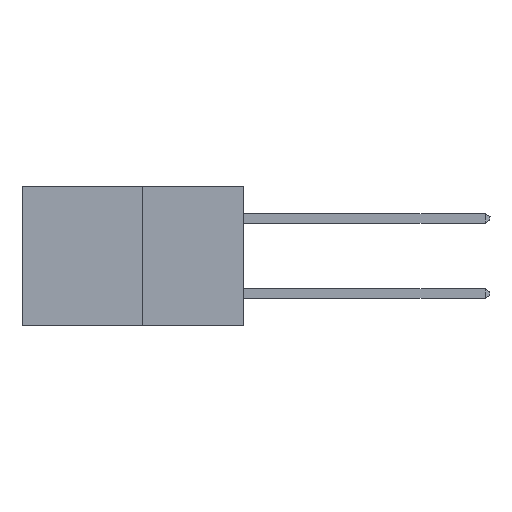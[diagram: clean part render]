
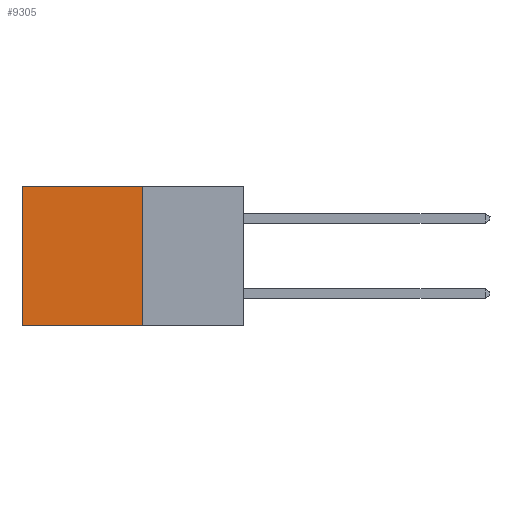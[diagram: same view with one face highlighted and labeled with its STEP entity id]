
A CAD part, left-side view. The second image highlights one B-rep face of the part: STEP entity #9305.
In plain terms, the highlighted planar face has unit normal (-1, 0, 0).
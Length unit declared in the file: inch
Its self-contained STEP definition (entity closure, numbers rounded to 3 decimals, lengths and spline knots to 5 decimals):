
#2016 = VERTEX_POINT ( 'NONE', #4353 ) ;
#2204 = CARTESIAN_POINT ( 'NONE',  ( 0.277, 0.59, -0.37 ) ) ;
#3518 = LINE ( 'NONE', #15411, #17716 ) ;
#3567 = DIRECTION ( 'NONE',  ( 0., 0., -1. ) ) ;
#3623 = FACE_OUTER_BOUND ( 'NONE', #14510, .T. ) ;
#4296 = CARTESIAN_POINT ( 'NONE',  ( 0.277, 0.27, 0. ) ) ;
#4353 = CARTESIAN_POINT ( 'NONE',  ( 0.277, 0.27, -0.37 ) ) ;
#4365 = EDGE_CURVE ( 'NONE', #7097, #2016, #3518, .T. ) ;
#4893 = VECTOR ( 'NONE', #3567, 39.37008 ) ;
#5202 = ORIENTED_EDGE ( 'NONE', *, *, #15269, .T. ) ;
#5416 = CARTESIAN_POINT ( 'NONE',  ( 0.277, 0.27, -0.37 ) ) ;
#6164 = DIRECTION ( 'NONE',  ( 1., 0., 0. ) ) ;
#6177 = VERTEX_POINT ( 'NONE', #6976 ) ;
#6657 = VECTOR ( 'NONE', #15160, 39.37008 ) ;
#6780 = CARTESIAN_POINT ( 'NONE',  ( 0.277, 0.59, 0. ) ) ;
#6822 = DIRECTION ( 'NONE',  ( 0., 1., 0. ) ) ;
#6844 = LINE ( 'NONE', #5416, #13743 ) ;
#6976 = CARTESIAN_POINT ( 'NONE',  ( 0.277, 0.59, -0.37 ) ) ;
#7097 = VERTEX_POINT ( 'NONE', #4296 ) ;
#7528 = AXIS2_PLACEMENT_3D ( 'NONE', #9534, #6164, #8532 ) ;
#8532 = DIRECTION ( 'NONE',  ( 0., 0., -1. ) ) ;
#9305 = ADVANCED_FACE ( 'NONE', ( #3623 ), #9849, .F. ) ;
#9534 = CARTESIAN_POINT ( 'NONE',  ( 0.277, 0.27, -0.37 ) ) ;
#9849 = PLANE ( 'NONE',  #7528 ) ;
#12633 = VERTEX_POINT ( 'NONE', #6780 ) ;
#13176 = EDGE_CURVE ( 'NONE', #7097, #12633, #13997, .T. ) ;
#13292 = DIRECTION ( 'NONE',  ( 0., 0., -1. ) ) ;
#13743 = VECTOR ( 'NONE', #6822, 39.37008 ) ;
#13997 = LINE ( 'NONE', #15229, #6657 ) ;
#14510 = EDGE_LOOP ( 'NONE', ( #5202, #17141, #15555, #16138 ) ) ;
#14927 = EDGE_CURVE ( 'NONE', #2016, #6177, #6844, .T. ) ;
#15160 = DIRECTION ( 'NONE',  ( 0., 1., 0. ) ) ;
#15229 = CARTESIAN_POINT ( 'NONE',  ( 0.277, 0.27, 0. ) ) ;
#15269 = EDGE_CURVE ( 'NONE', #12633, #6177, #15856, .T. ) ;
#15411 = CARTESIAN_POINT ( 'NONE',  ( 0.277, 0.27, -0.37 ) ) ;
#15555 = ORIENTED_EDGE ( 'NONE', *, *, #4365, .F. ) ;
#15856 = LINE ( 'NONE', #2204, #4893 ) ;
#16138 = ORIENTED_EDGE ( 'NONE', *, *, #13176, .T. ) ;
#17141 = ORIENTED_EDGE ( 'NONE', *, *, #14927, .F. ) ;
#17716 = VECTOR ( 'NONE', #13292, 39.37008 ) ;
